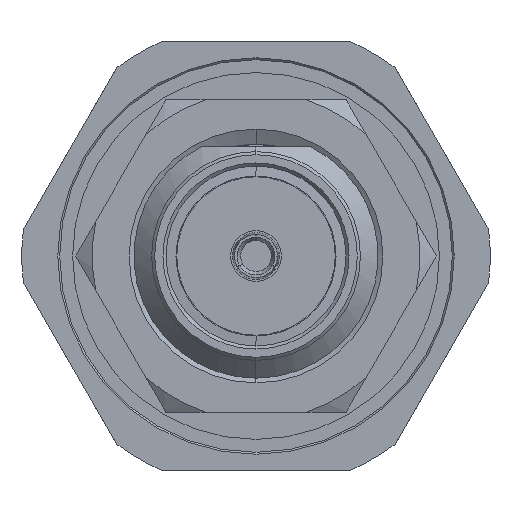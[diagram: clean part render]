
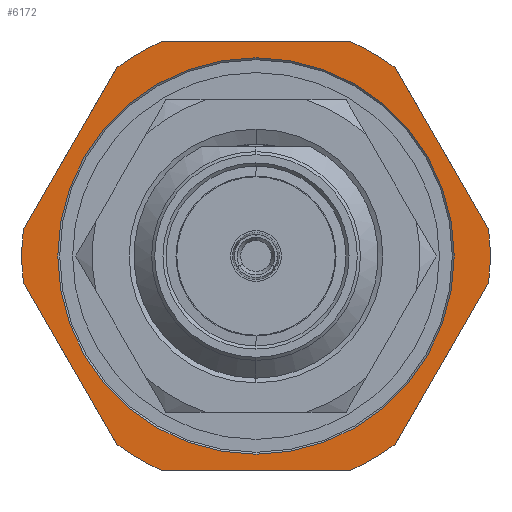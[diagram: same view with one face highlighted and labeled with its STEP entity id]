
A CAD part, left-side view. The second image highlights one B-rep face of the part: STEP entity #6172.
In plain terms, the highlighted planar face has unit normal (-1, 0, 0).
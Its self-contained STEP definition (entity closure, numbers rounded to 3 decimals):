
#137 = CARTESIAN_POINT ( 'NONE',  ( 11., 6., 5.5 ) ) ;
#327 = VERTEX_POINT ( 'NONE', #6819 ) ;
#341 = AXIS2_PLACEMENT_3D ( 'NONE', #8370, #2482, #5865 ) ;
#357 = AXIS2_PLACEMENT_3D ( 'NONE', #6740, #4792, #4954 ) ;
#597 = AXIS2_PLACEMENT_3D ( 'NONE', #9686, #4587, #3707 ) ;
#661 = DIRECTION ( 'NONE',  ( 0., 1., 0. ) ) ;
#832 = CARTESIAN_POINT ( 'NONE',  ( 11., 3.564, -4.827 ) ) ;
#1243 = CIRCLE ( 'NONE', #357, 5.08 ) ;
#1244 = AXIS2_PLACEMENT_3D ( 'NONE', #8920, #5535, #7317 ) ;
#1276 = EDGE_LOOP ( 'NONE', ( #1344, #7563, #10731, #8268, #7431, #10476, #10488, #5222, #8262, #2700, #5349, #2224 ) ) ;
#1344 = ORIENTED_EDGE ( 'NONE', *, *, #8381, .F. ) ;
#1401 = CARTESIAN_POINT ( 'NONE',  ( 11., -3.263, 5.348 ) ) ;
#1415 = VERTEX_POINT ( 'NONE', #9196 ) ;
#1418 = VERTEX_POINT ( 'NONE', #5090 ) ;
#1513 = DIRECTION ( 'NONE',  ( -1., 0., 0. ) ) ;
#1530 = EDGE_CURVE ( 'NONE', #3955, #2791, #10136, .T. ) ;
#1569 = EDGE_CURVE ( 'NONE', #2400, #9527, #2902, .T. ) ;
#1607 = DIRECTION ( 'NONE',  ( 0., 0., -1. ) ) ;
#2205 = DIRECTION ( 'NONE',  ( 0., -0.5, 0.866 ) ) ;
#2224 = ORIENTED_EDGE ( 'NONE', *, *, #7158, .T. ) ;
#2325 = AXIS2_PLACEMENT_3D ( 'NONE', #5648, #9914, #1607 ) ;
#2400 = VERTEX_POINT ( 'NONE', #3106 ) ;
#2482 = DIRECTION ( 'NONE',  ( -1., 0., 0. ) ) ;
#2673 = VECTOR ( 'NONE', #661, 1000. ) ;
#2700 = ORIENTED_EDGE ( 'NONE', *, *, #8177, .T. ) ;
#2786 = EDGE_CURVE ( 'NONE', #3955, #10385, #3979, .T. ) ;
#2791 = VERTEX_POINT ( 'NONE', #9020 ) ;
#2818 = AXIS2_PLACEMENT_3D ( 'NONE', #4967, #5696, #6643 ) ;
#2880 = ORIENTED_EDGE ( 'NONE', *, *, #10257, .T. ) ;
#2902 = CIRCLE ( 'NONE', #5699, 6. ) ;
#3106 = CARTESIAN_POINT ( 'NONE',  ( 11., -5.962, -0.673 ) ) ;
#3274 = CARTESIAN_POINT ( 'NONE',  ( 11., -3.564, 4.827 ) ) ;
#3426 = CARTESIAN_POINT ( 'NONE',  ( 11., 6.263, -0.152 ) ) ;
#3462 = LINE ( 'NONE', #137, #5113 ) ;
#3507 = CARTESIAN_POINT ( 'NONE',  ( 11., 2.398, -5.5 ) ) ;
#3527 = EDGE_CURVE ( 'NONE', #10499, #9527, #7511, .T. ) ;
#3535 = VECTOR ( 'NONE', #5296, 1000. ) ;
#3650 = CARTESIAN_POINT ( 'NONE',  ( 11., -5.962, 0.673 ) ) ;
#3707 = DIRECTION ( 'NONE',  ( 0., 0., 1. ) ) ;
#3955 = VERTEX_POINT ( 'NONE', #10639 ) ;
#3979 = LINE ( 'NONE', #9135, #2673 ) ;
#4022 = VERTEX_POINT ( 'NONE', #832 ) ;
#4226 = CARTESIAN_POINT ( 'NONE',  ( 11., -2.398, 5.5 ) ) ;
#4237 = VECTOR ( 'NONE', #10137, 1000. ) ;
#4587 = DIRECTION ( 'NONE',  ( -1., 0., 0. ) ) ;
#4649 = CARTESIAN_POINT ( 'NONE',  ( 11., 0., 0. ) ) ;
#4792 = DIRECTION ( 'NONE',  ( 1., 0., 0. ) ) ;
#4833 = LINE ( 'NONE', #10857, #4237 ) ;
#4928 = VERTEX_POINT ( 'NONE', #4226 ) ;
#4954 = DIRECTION ( 'NONE',  ( 0., 0., -1. ) ) ;
#4967 = CARTESIAN_POINT ( 'NONE',  ( 11., 0., 0. ) ) ;
#5046 = PLANE ( 'NONE',  #8162 ) ;
#5090 = CARTESIAN_POINT ( 'NONE',  ( 11., 2.398, 5.5 ) ) ;
#5113 = VECTOR ( 'NONE', #6805, 1000. ) ;
#5196 = LINE ( 'NONE', #3426, #3535 ) ;
#5222 = ORIENTED_EDGE ( 'NONE', *, *, #9887, .T. ) ;
#5253 = DIRECTION ( 'NONE',  ( 0., 0., 1. ) ) ;
#5296 = DIRECTION ( 'NONE',  ( 0., 0.5, 0.866 ) ) ;
#5349 = ORIENTED_EDGE ( 'NONE', *, *, #9690, .F. ) ;
#5431 = VERTEX_POINT ( 'NONE', #9854 ) ;
#5535 = DIRECTION ( 'NONE',  ( -1., 0., 0. ) ) ;
#5642 = CIRCLE ( 'NONE', #341, 6. ) ;
#5648 = CARTESIAN_POINT ( 'NONE',  ( 11., 0., 0. ) ) ;
#5649 = CIRCLE ( 'NONE', #2818, 6. ) ;
#5696 = DIRECTION ( 'NONE',  ( -1., 0., 0. ) ) ;
#5699 = AXIS2_PLACEMENT_3D ( 'NONE', #4649, #8038, #5253 ) ;
#5865 = DIRECTION ( 'NONE',  ( 0., 0., 1. ) ) ;
#5979 = VERTEX_POINT ( 'NONE', #7525 ) ;
#6172 = ADVANCED_FACE ( 'NONE', ( #10700, #9210 ), #5046, .F. ) ;
#6520 = EDGE_CURVE ( 'NONE', #5979, #5431, #10099, .T. ) ;
#6643 = DIRECTION ( 'NONE',  ( 0., 0., 1. ) ) ;
#6740 = CARTESIAN_POINT ( 'NONE',  ( 11., 0., 0. ) ) ;
#6805 = DIRECTION ( 'NONE',  ( 0., -1., 0. ) ) ;
#6819 = CARTESIAN_POINT ( 'NONE',  ( 11., 5.962, -0.673 ) ) ;
#6843 = EDGE_LOOP ( 'NONE', ( #2880, #7203 ) ) ;
#6873 = EDGE_CURVE ( 'NONE', #1418, #4928, #3462, .T. ) ;
#7080 = AXIS2_PLACEMENT_3D ( 'NONE', #9982, #1513, #10140 ) ;
#7158 = EDGE_CURVE ( 'NONE', #1415, #327, #5642, .T. ) ;
#7203 = ORIENTED_EDGE ( 'NONE', *, *, #6520, .T. ) ;
#7217 = VERTEX_POINT ( 'NONE', #10734 ) ;
#7317 = DIRECTION ( 'NONE',  ( 0., 0., 1. ) ) ;
#7394 = DIRECTION ( 'NONE',  ( 0., -0.5, -0.866 ) ) ;
#7431 = ORIENTED_EDGE ( 'NONE', *, *, #10426, .F. ) ;
#7511 = LINE ( 'NONE', #1401, #8962 ) ;
#7525 = CARTESIAN_POINT ( 'NONE',  ( 11., 0., -5.08 ) ) ;
#7563 = ORIENTED_EDGE ( 'NONE', *, *, #7939, .T. ) ;
#7621 = VECTOR ( 'NONE', #2205, 1000. ) ;
#7939 = EDGE_CURVE ( 'NONE', #4022, #10385, #8852, .T. ) ;
#8038 = DIRECTION ( 'NONE',  ( -1., 0., 0. ) ) ;
#8162 = AXIS2_PLACEMENT_3D ( 'NONE', #8281, #8436, #8331 ) ;
#8177 = EDGE_CURVE ( 'NONE', #1418, #7217, #10248, .T. ) ;
#8198 = LINE ( 'NONE', #10557, #7621 ) ;
#8262 = ORIENTED_EDGE ( 'NONE', *, *, #6873, .F. ) ;
#8268 = ORIENTED_EDGE ( 'NONE', *, *, #1530, .T. ) ;
#8281 = CARTESIAN_POINT ( 'NONE',  ( 11., 6., 0. ) ) ;
#8331 = DIRECTION ( 'NONE',  ( 0., 0., -1. ) ) ;
#8370 = CARTESIAN_POINT ( 'NONE',  ( 11., 0., 0. ) ) ;
#8381 = EDGE_CURVE ( 'NONE', #4022, #327, #5196, .T. ) ;
#8436 = DIRECTION ( 'NONE',  ( 1., 0., 0. ) ) ;
#8852 = CIRCLE ( 'NONE', #7080, 6. ) ;
#8920 = CARTESIAN_POINT ( 'NONE',  ( 11., 0., 0. ) ) ;
#8962 = VECTOR ( 'NONE', #7394, 1000. ) ;
#9020 = CARTESIAN_POINT ( 'NONE',  ( 11., -3.564, -4.827 ) ) ;
#9135 = CARTESIAN_POINT ( 'NONE',  ( 11., 6., -5.5 ) ) ;
#9196 = CARTESIAN_POINT ( 'NONE',  ( 11., 5.962, 0.673 ) ) ;
#9210 = FACE_OUTER_BOUND ( 'NONE', #1276, .T. ) ;
#9527 = VERTEX_POINT ( 'NONE', #3650 ) ;
#9686 = CARTESIAN_POINT ( 'NONE',  ( 11., 0., 0. ) ) ;
#9690 = EDGE_CURVE ( 'NONE', #1415, #7217, #8198, .T. ) ;
#9854 = CARTESIAN_POINT ( 'NONE',  ( 11., 0., 5.08 ) ) ;
#9887 = EDGE_CURVE ( 'NONE', #10499, #4928, #5649, .T. ) ;
#9914 = DIRECTION ( 'NONE',  ( 1., 0., 0. ) ) ;
#9982 = CARTESIAN_POINT ( 'NONE',  ( 11., 0., 0. ) ) ;
#10099 = CIRCLE ( 'NONE', #2325, 5.08 ) ;
#10136 = CIRCLE ( 'NONE', #597, 6. ) ;
#10137 = DIRECTION ( 'NONE',  ( 0., 0.5, -0.866 ) ) ;
#10140 = DIRECTION ( 'NONE',  ( 0., 0., 1. ) ) ;
#10248 = CIRCLE ( 'NONE', #1244, 6. ) ;
#10257 = EDGE_CURVE ( 'NONE', #5431, #5979, #1243, .T. ) ;
#10385 = VERTEX_POINT ( 'NONE', #3507 ) ;
#10426 = EDGE_CURVE ( 'NONE', #2400, #2791, #4833, .T. ) ;
#10476 = ORIENTED_EDGE ( 'NONE', *, *, #1569, .T. ) ;
#10488 = ORIENTED_EDGE ( 'NONE', *, *, #3527, .F. ) ;
#10499 = VERTEX_POINT ( 'NONE', #3274 ) ;
#10557 = CARTESIAN_POINT ( 'NONE',  ( 11., 6.263, 0.152 ) ) ;
#10639 = CARTESIAN_POINT ( 'NONE',  ( 11., -2.398, -5.5 ) ) ;
#10700 = FACE_BOUND ( 'NONE', #6843, .T. ) ;
#10731 = ORIENTED_EDGE ( 'NONE', *, *, #2786, .F. ) ;
#10734 = CARTESIAN_POINT ( 'NONE',  ( 11., 3.564, 4.827 ) ) ;
#10857 = CARTESIAN_POINT ( 'NONE',  ( 11., -3.263, -5.348 ) ) ;
